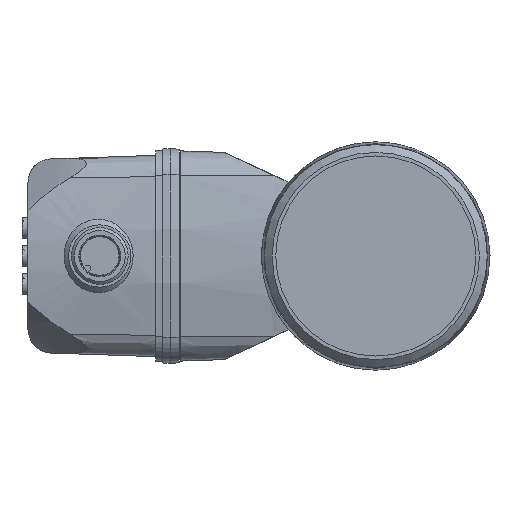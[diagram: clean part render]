
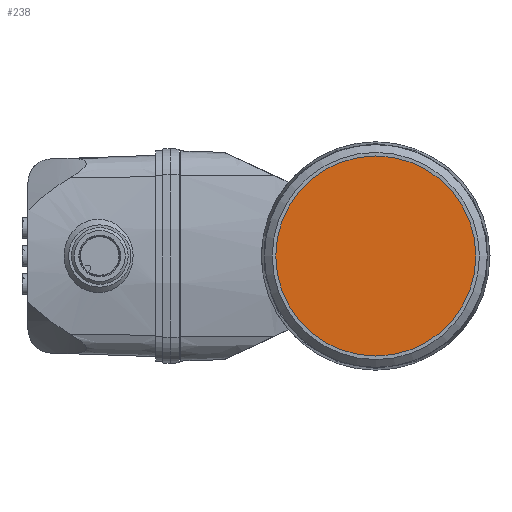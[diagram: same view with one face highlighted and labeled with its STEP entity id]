
A CAD part, left-side view. The second image highlights one B-rep face of the part: STEP entity #238.
In plain terms, the highlighted planar face has unit normal (-1, 0, 0).
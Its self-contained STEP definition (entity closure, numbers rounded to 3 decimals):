
#238 = ADVANCED_FACE( '', ( #664 ), #665, .F. );
#664 = FACE_OUTER_BOUND( '', #1159, .T. );
#665 = PLANE( '', #1160 );
#1159 = EDGE_LOOP( '', ( #2531 ) );
#1160 = AXIS2_PLACEMENT_3D( '', #2532, #2533, #2534 );
#2531 = ORIENTED_EDGE( '', *, *, #3506, .T. );
#2532 = CARTESIAN_POINT( '', ( -180.9, 0., 21.15 ) );
#2533 = DIRECTION( '', ( 1., 0., 0. ) );
#2534 = DIRECTION( '', ( 0., 0., -1. ) );
#3506 = EDGE_CURVE( '', #4377, #4377, #4378, .T. );
#4377 = VERTEX_POINT( '', #5951 );
#4378 = CIRCLE( '', #5952, 21.15 );
#5951 = CARTESIAN_POINT( '', ( -180.9, 0., 21.15 ) );
#5952 = AXIS2_PLACEMENT_3D( '', #6980, #6981, #6982 );
#6980 = CARTESIAN_POINT( '', ( -180.9, 0., 0. ) );
#6981 = DIRECTION( '', ( -1., 0., 0. ) );
#6982 = DIRECTION( '', ( 0., 0., 1. ) );
